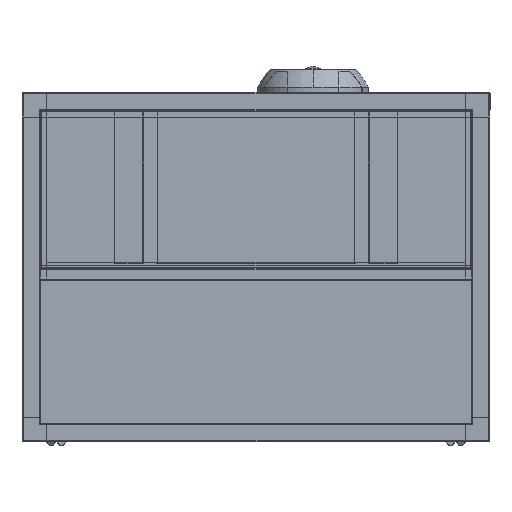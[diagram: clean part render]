
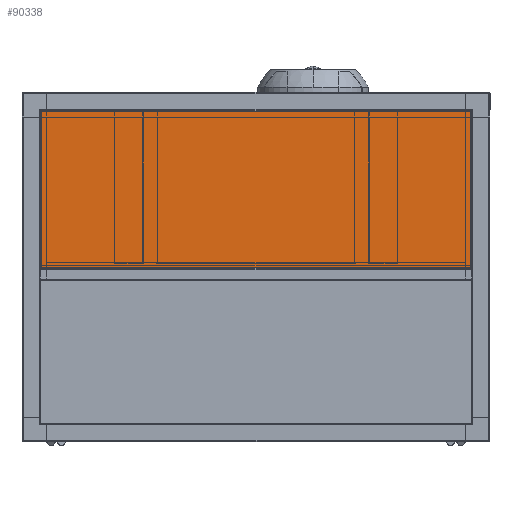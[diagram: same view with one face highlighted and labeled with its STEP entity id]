
A CAD part, front view. The second image highlights one B-rep face of the part: STEP entity #90338.
In plain terms, the highlighted planar face has unit normal (0, -1, 0).
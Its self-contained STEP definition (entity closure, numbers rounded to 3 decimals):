
#3804 = CARTESIAN_POINT ( 'NONE',  ( 470.98, -608.285, 1329.779 ) ) ;
#5874 = EDGE_LOOP ( 'NONE', ( #20118, #14199, #15036, #7056 ) ) ;
#7056 = ORIENTED_EDGE ( 'NONE', *, *, #11854, .F. ) ;
#8546 = VECTOR ( 'NONE', #25776, 1000. ) ;
#11854 = EDGE_CURVE ( 'Defeature ausgef�hrt4_182+Defeature ausgef�hrt4_187+Defeature ausgef�hrt4_215+Defeature ausgef�hrt4_213', #39156, #57373, #70904, .T. ) ;
#14199 = ORIENTED_EDGE ( 'NONE', *, *, #57682, .F. ) ;
#14829 = LINE ( 'NONE', #112858, #73557 ) ;
#15036 = ORIENTED_EDGE ( 'NONE', *, *, #105827, .F. ) ;
#18135 = LINE ( 'NONE', #112436, #8546 ) ;
#18737 = DIRECTION ( 'NONE',  ( 0., 0., -1. ) ) ;
#20118 = ORIENTED_EDGE ( 'NONE', *, *, #108896, .F. ) ;
#25260 = VECTOR ( 'NONE', #108864, 1000. ) ;
#25776 = DIRECTION ( 'NONE',  ( 1., 0., 0. ) ) ;
#28248 = PLANE ( 'NONE',  #63160 ) ;
#30230 = VECTOR ( 'NONE', #78317, 1000. ) ;
#32338 = CARTESIAN_POINT ( 'NONE',  ( -745.42, -608.285, 1328.686 ) ) ;
#37735 = FACE_OUTER_BOUND ( 'NONE', #5874, .T. ) ;
#39156 = VERTEX_POINT ( 'NONE', #76977 ) ;
#44865 = CARTESIAN_POINT ( 'NONE',  ( -745.42, -608.285, 1771.179 ) ) ;
#55475 = DIRECTION ( 'NONE',  ( 0., 1., 0. ) ) ;
#57373 = VERTEX_POINT ( 'NONE', #44865 ) ;
#57682 = EDGE_CURVE ( 'Defeature ausgef�hrt4_179+Defeature ausgef�hrt4_187+Defeature ausgef�hrt4_209+Defeature ausgef�hrt4_217', #65050, #109649, #97910, .T. ) ;
#59338 = CARTESIAN_POINT ( 'NONE',  ( 470.98, -608.285, 1772.272 ) ) ;
#63160 = AXIS2_PLACEMENT_3D ( 'NONE', #66816, #55475, #18737 ) ;
#65050 = VERTEX_POINT ( 'NONE', #81865 ) ;
#66816 = CARTESIAN_POINT ( 'NONE',  ( 474.78, -608.285, 1774.979 ) ) ;
#70904 = LINE ( 'NONE', #32338, #25260 ) ;
#73557 = VECTOR ( 'NONE', #103969, 1000. ) ;
#76977 = CARTESIAN_POINT ( 'NONE',  ( -745.42, -608.285, 1329.779 ) ) ;
#78317 = DIRECTION ( 'NONE',  ( 0., 0., -1. ) ) ;
#81865 = CARTESIAN_POINT ( 'NONE',  ( 470.98, -608.285, 1771.179 ) ) ;
#90338 = ADVANCED_FACE ( 'Defeature ausgef�hrt4_187', ( #37735 ), #28248, .F. ) ;
#97910 = LINE ( 'NONE', #59338, #30230 ) ;
#103969 = DIRECTION ( 'NONE',  ( -1., 0., 0. ) ) ;
#105827 = EDGE_CURVE ( 'Defeature ausgef�hrt4_172+Defeature ausgef�hrt4_187+Defeature ausgef�hrt4_211+Defeature ausgef�hrt4_223', #57373, #65050, #18135, .T. ) ;
#108864 = DIRECTION ( 'NONE',  ( 0., 0., 1. ) ) ;
#108896 = EDGE_CURVE ( 'Defeature ausgef�hrt4_175+Defeature ausgef�hrt4_187+Defeature ausgef�hrt4_221+Defeature ausgef�hrt4_219', #109649, #39156, #14829, .T. ) ;
#109649 = VERTEX_POINT ( 'NONE', #3804 ) ;
#112436 = CARTESIAN_POINT ( 'NONE',  ( -746.513, -608.285, 1771.179 ) ) ;
#112858 = CARTESIAN_POINT ( 'NONE',  ( 472.073, -608.285, 1329.779 ) ) ;
